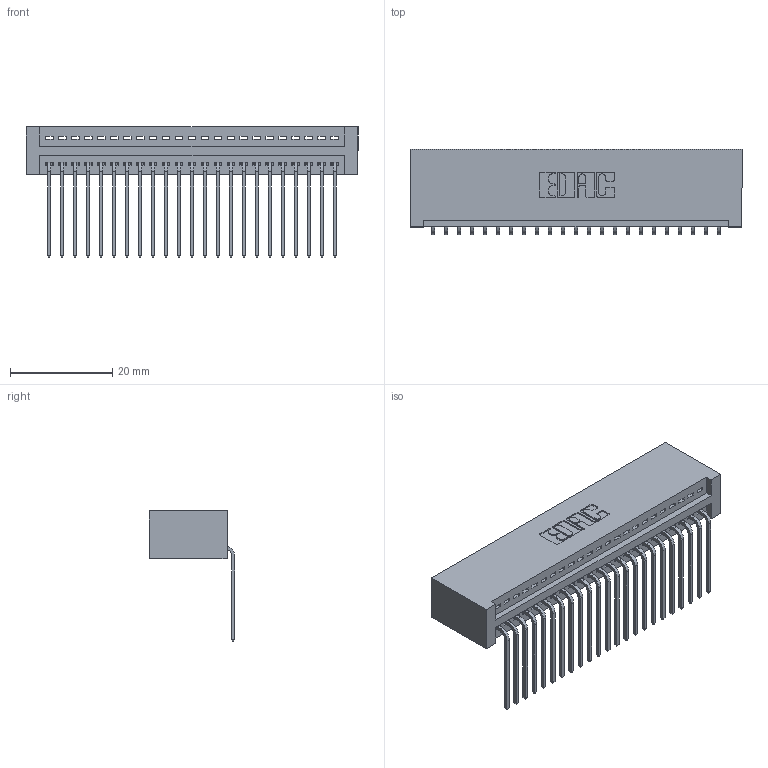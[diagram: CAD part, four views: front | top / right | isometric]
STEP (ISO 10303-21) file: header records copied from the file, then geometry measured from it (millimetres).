
FILE_DESCRIPTION (( 'STEP AP203' ), '1' );
FILE_NAME ('395-023-559-101.STEP', '2018-11-08T14:26:27', ( '' ), ( '' ), 'SwSTEP 2.0', 'SolidWorks 2016', '' );
FILE_SCHEMA (( 'CONFIG_CONTROL_DESIGN' ));
Length unit declared in the file: inch
Products named in the file (3): 345 Part_No Mounting Lugs; 345-292-001_558 559 Tail - 1; 395-023-559-101
Assembly tree (24 placements, depth 2):
  395-023-559-101
    345 Part_No Mounting Lugs
    345-292-001_558 559 Tail - 1  x23
Bounding box: 65.02 x 16.75 x 25.53 mm (x, y, z)
Volume: 6681.4 mm3; surface area: 9261.2 mm2
Topology: 24 solids, 24 shells, 1498 faces, 4503 edges, 2970 vertices
Faces by surface type: plane 1042, cylinder 456
Entity records: 19675 total; most frequent: CARTESIAN_POINT 3417, ORIENTED_EDGE 3374, DIRECTION 3005, EDGE_CURVE 1687, LINE 1471, VECTOR 1471, VERTEX_POINT 1122, AXIS2_PLACEMENT_3D 767
